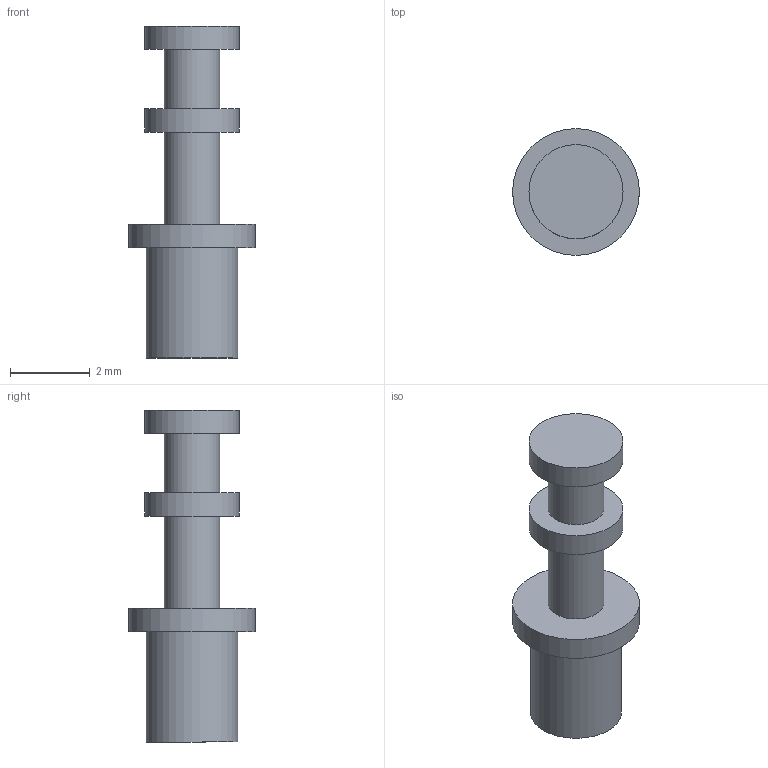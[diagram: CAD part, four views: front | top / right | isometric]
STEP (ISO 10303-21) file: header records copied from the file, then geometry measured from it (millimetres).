
FILE_DESCRIPTION(('FreeCAD Model'),'2;1');
FILE_NAME('KEYSTONE-1502-2.step','2019-11-16T11:41:55',('kicad StepUp'),('ksu MCAD'), 'Open CASCADE STEP processor 7.4','FreeCAD','Unknown');
FILE_SCHEMA(('AUTOMOTIVE_DESIGN { 1 0 10303 214 1 1 1 1 }'));
Length unit declared in the file: millimetre
Products named in the file (1): KEYSTONE-1502-2
Bounding box: 3.18 x 3.18 x 8.33 mm (x, y, z)
Volume: 23.1 mm3; surface area: 87.4 mm2
Topology: 1 solids, 1 shells, 15 faces, 23 edges, 15 vertices
Faces by surface type: plane 7, cylinder 7, cone 1
Full cylindrical faces by diameter (mm): 1.4 x2, 1.63 x1, 2.29 x1, 2.36 x2, 3.18 x1
Entity records: 359 total; most frequent: DIRECTION 68, CARTESIAN_POINT 53, ORIENTED_EDGE 44, AXIS2_PLACEMENT_3D 30, EDGE_CURVE 22, FACE_BOUND 21, EDGE_LOOP 21, ADVANCED_FACE 15
